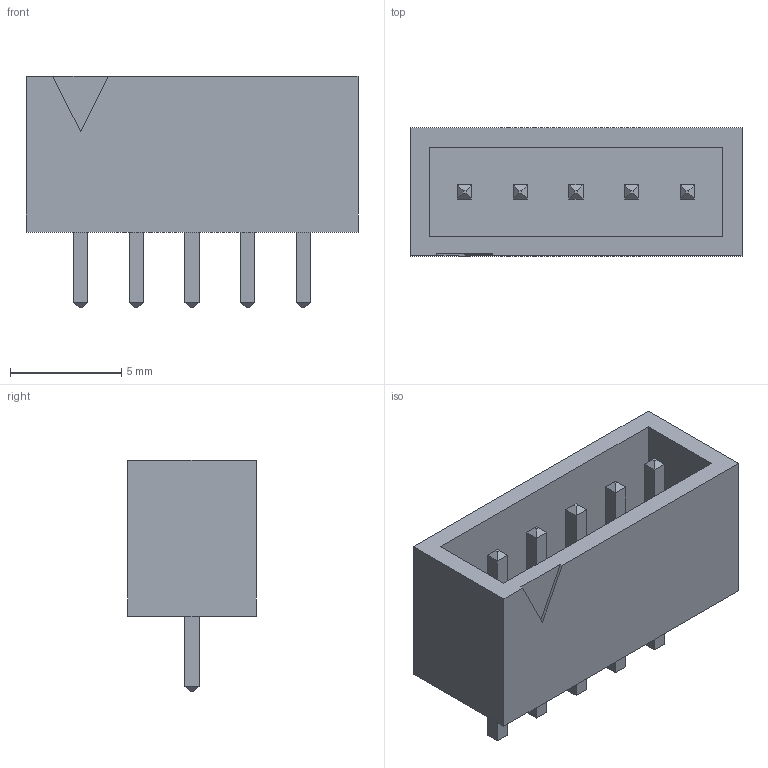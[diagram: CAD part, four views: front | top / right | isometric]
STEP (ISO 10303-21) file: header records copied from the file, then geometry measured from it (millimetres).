
FILE_DESCRIPTION(('FreeCAD Model'),'2;1');
FILE_NAME('271456.3.1.stp','2020-08-31T06:17:26',( 'Author'),(''),'Open CASCADE STEP processor 6.9','FreeCAD','Unknown' );
FILE_SCHEMA(('AUTOMOTIVE_DESIGN { 1 0 10303 214 1 1 1 1 }'));
Length unit declared in the file: millimetre
Products named in the file (3): ASSEMBLY; Body; LeadsArray
Assembly tree (2 placements, depth 2):
  ASSEMBLY
    Body
    LeadsArray
Bounding box: 14.9 x 5.75 x 10.4 mm (x, y, z)
Volume: 378.7 mm3; surface area: 749.6 mm2
Topology: 6 solids, 6 shells, 84 faces, 173 edges, 102 vertices
Faces by surface type: plane 84
Entity records: 4460 total; most frequent: CARTESIAN_POINT 708, DIRECTION 693, LINE 519, VECTOR 519, ORIENTED_EDGE 346, PCURVE 346, DEFINITIONAL_REPRESENTATION 346, EDGE_CURVE 173
